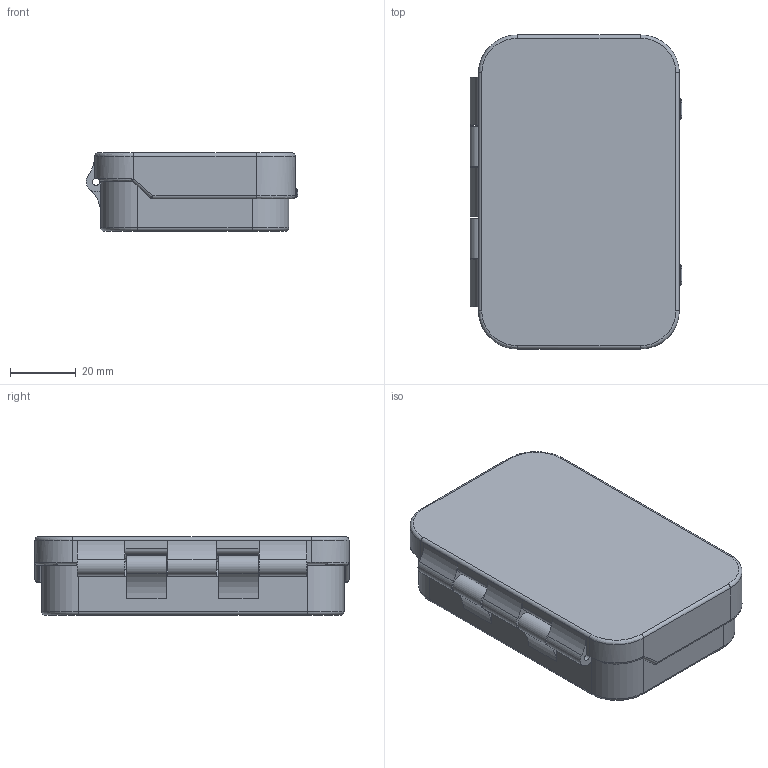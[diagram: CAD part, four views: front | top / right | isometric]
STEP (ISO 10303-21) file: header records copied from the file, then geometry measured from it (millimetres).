
FILE_DESCRIPTION(/* description */ (''),/* implementation_level */ '2;1');
FILE_NAME(/* name */ 'ALTOIDS TIN V2 WITH HINGE V2.stp',/* time_stamp */ '2023-11-30T12:43:54+02:00',/* author */ (''),/* organization */ (''),/* preprocessor_version */ 'ST-DEVELOPER v15.2',/* originating_system */ 'Autodesk Translator Framework v2.0.0.5431',/* authorisation */ '');
FILE_SCHEMA (('AUTOMOTIVE_DESIGN { 1 0 10303 214 3 1 1 }'));
Length unit declared in the file: centimetre
Products named in the file (1): ALTOIDS TIN V2 WITH HINGE V2
Bounding box: 64.4 x 95.48 x 23.78 mm (x, y, z)
Volume: 31637.8 mm3; surface area: 40075.2 mm2
Topology: 2 solids, 2 shells, 297 faces, 727 edges, 430 vertices
Faces by surface type: bspline 114, cylinder 108, plane 49, torus 24, sphere 2
Full cylindrical faces by diameter (mm): 2.2 x5
Entity records: 11341 total; most frequent: CARTESIAN_POINT 4794, ORIENTED_EDGE 1440, DIRECTION 1266, EDGE_CURVE 720, AXIS2_PLACEMENT_3D 496, VERTEX_POINT 428, EDGE_LOOP 314, ADVANCED_FACE 297
